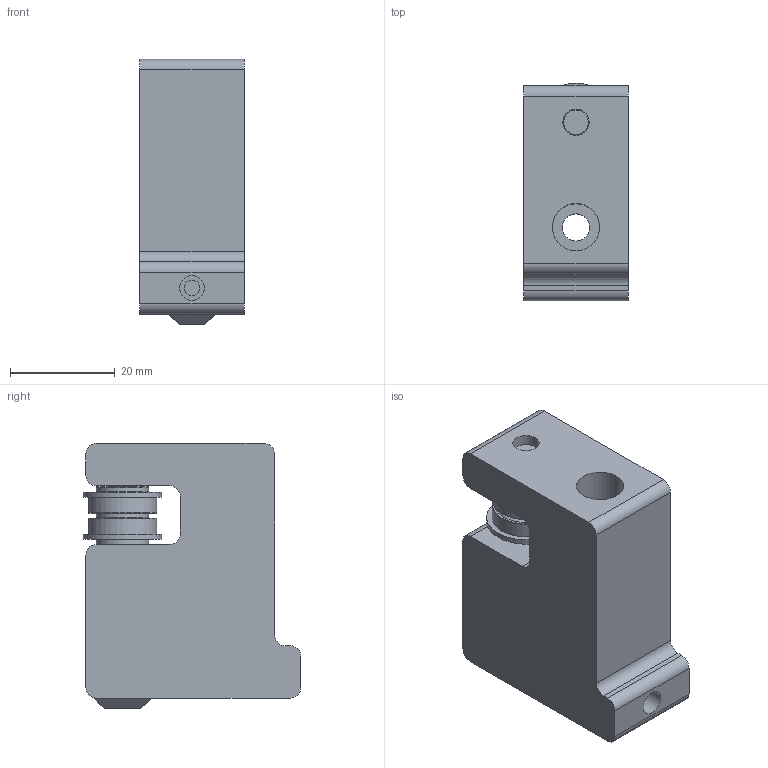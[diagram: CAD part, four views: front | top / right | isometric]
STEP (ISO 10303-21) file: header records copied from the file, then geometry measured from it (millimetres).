
FILE_DESCRIPTION(/* description */ ('STEP AP242','CAx-IF Rec.Pracs.---Representation and Presentation of Product Manufacturing Information (PMI)---4.0---2014-10-13','CAx-IF Rec.Pracs.---3D Tessellated Geometry---0.4---2014-09-14','2;1'),/* implementation_level */ '2;1');
FILE_NAME(/* name */ '67f0a9bb1d67fa7abd3b8f6c',/* time_stamp */ '2025-04-05T03:55:40Z',/* author */ (''),/* organization */ (''),/* preprocessor_version */ 'ST-DEVELOPER v20',/* originating_system */ 'ONSHAPE BY PTC INC, 1.196',/* authorisation */ ' ');
FILE_SCHEMA (('AP242_MANAGED_MODEL_BASED_3D_ENGINEERING_MIM_LF { 1 0 10303 442 1 1 4 }'));
Length unit declared in the file: metre
Products named in the file (6): Right Tensioner; Single Flange Stack <1>; SHIM (1); F695 Bearing (1); Pin 5 x 30
Assembly tree (8 placements, depth 3):
  Right Tensioner
    Right Tensioner
    Single Flange Stack <1>
      SHIM (1)  x3
      F695 Bearing (1)  x2
    Pin 5 x 30
Bounding box: 20 x 41.5 x 50.6 mm (x, y, z)
Volume: 30509 mm3; surface area: 11842.8 mm2
Topology: 7 solids, 7 shells, 113 faces, 225 edges, 148 vertices
Faces by surface type: plane 51, cylinder 44, cone 16, torus 2
Full cylindrical faces by diameter (mm): 3 x2, 4.7 x1, 5 x8, 5.2 x1, 6 x4, 6.25 x2, 9 x1, 10 x3, 11.5 x2, 11.75 x2, 12 x4, 13 x2, 15 x2
Entity records: 2016 total; most frequent: DIRECTION 361, CARTESIAN_POINT 306, ORIENTED_EDGE 248, AXIS2_PLACEMENT_3D 154, EDGE_LOOP 125, FACE_BOUND 125, EDGE_CURVE 124, VERTEX_POINT 99
